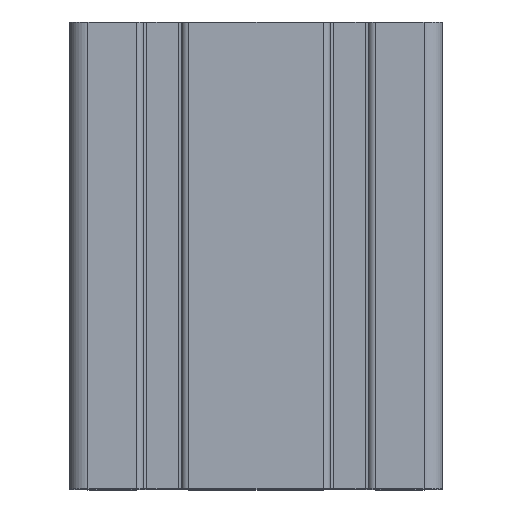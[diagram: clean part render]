
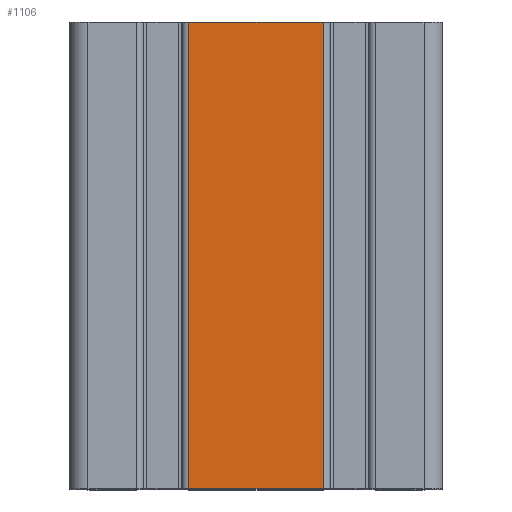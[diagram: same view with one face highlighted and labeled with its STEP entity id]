
A CAD part, top view. The second image highlights one B-rep face of the part: STEP entity #1106.
In plain terms, the highlighted planar face has unit normal (0, 0, 1).
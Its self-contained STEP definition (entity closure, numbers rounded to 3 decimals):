
#1106 = ADVANCED_FACE( '', ( #2454 ), #2455, .F. );
#2454 = FACE_OUTER_BOUND( '', #4043, .T. );
#2455 = PLANE( '', #4044 );
#4043 = EDGE_LOOP( '', ( #7529, #7530, #7531, #7532 ) );
#4044 = AXIS2_PLACEMENT_3D( '', #7533, #7534, #7535 );
#7529 = ORIENTED_EDGE( '', *, *, #10215, .T. );
#7530 = ORIENTED_EDGE( '', *, *, #10571, .F. );
#7531 = ORIENTED_EDGE( '', *, *, #11342, .F. );
#7532 = ORIENTED_EDGE( '', *, *, #11343, .T. );
#7533 = CARTESIAN_POINT( '', ( -14.4, 100., 80. ) );
#7534 = DIRECTION( '', ( 0., 0., -1. ) );
#7535 = DIRECTION( '', ( 0., 1., 0. ) );
#10215 = EDGE_CURVE( '', #12603, #12601, #12604, .T. );
#10571 = EDGE_CURVE( '', #13216, #12601, #13218, .T. );
#11342 = EDGE_CURVE( '', #14295, #13216, #14296, .T. );
#11343 = EDGE_CURVE( '', #14295, #12603, #14297, .T. );
#12601 = VERTEX_POINT( '', #15829 );
#12603 = VERTEX_POINT( '', #15831 );
#12604 = LINE( '', #15832, #15833 );
#13216 = VERTEX_POINT( '', #16636 );
#13218 = LINE( '', #16638, #16639 );
#14295 = VERTEX_POINT( '', #18127 );
#14296 = LINE( '', #18128, #18129 );
#14297 = LINE( '', #18130, #18131 );
#15829 = CARTESIAN_POINT( '', ( 14.4, 0., 80. ) );
#15831 = CARTESIAN_POINT( '', ( -14.4, 0., 80. ) );
#15832 = CARTESIAN_POINT( '', ( -14.4, 0., 80. ) );
#15833 = VECTOR( '', #19738, 1000. );
#16636 = CARTESIAN_POINT( '', ( 14.4, 100., 80. ) );
#16638 = CARTESIAN_POINT( '', ( 14.4, 100., 80. ) );
#16639 = VECTOR( '', #20278, 1000. );
#18127 = CARTESIAN_POINT( '', ( -14.4, 100., 80. ) );
#18128 = CARTESIAN_POINT( '', ( -14.4, 100., 80. ) );
#18129 = VECTOR( '', #21065, 1000. );
#18130 = CARTESIAN_POINT( '', ( -14.4, 100., 80. ) );
#18131 = VECTOR( '', #21066, 1000. );
#19738 = DIRECTION( '', ( 1., 0., 0. ) );
#20278 = DIRECTION( '', ( 0., -1., 0. ) );
#21065 = DIRECTION( '', ( 1., 0., 0. ) );
#21066 = DIRECTION( '', ( 0., -1., 0. ) );
